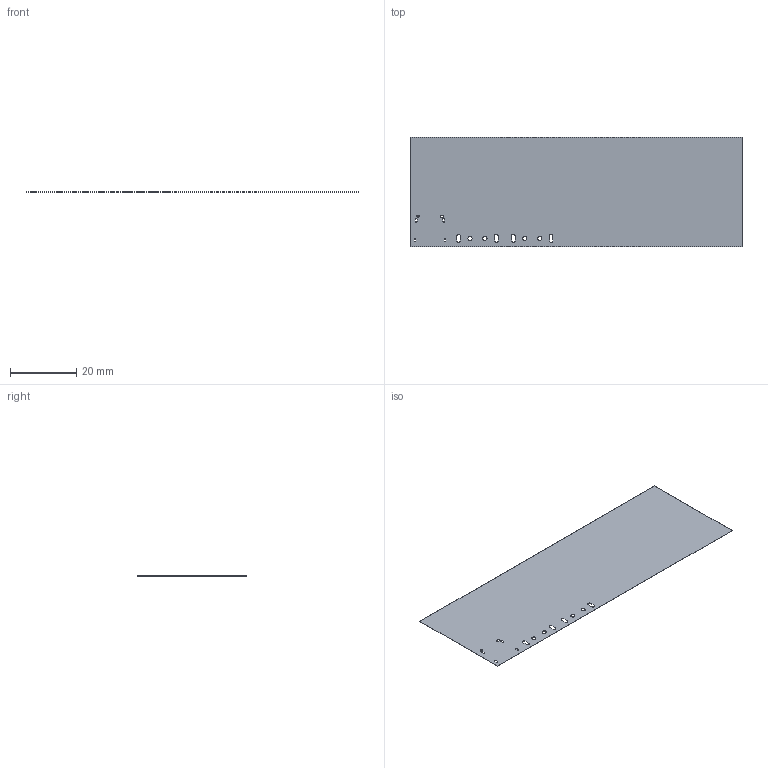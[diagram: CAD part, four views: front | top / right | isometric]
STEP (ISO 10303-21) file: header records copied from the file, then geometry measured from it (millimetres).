
FILE_DESCRIPTION(/* description */ (''),/* implementation_level */ '2;1');
FILE_NAME(/* name */ '16soldermask.stp',/* time_stamp */ '2025-09-12T00:22:22+02:00',/* author */ (''),/* organization */ (''),/* preprocessor_version */ 'ST-DEVELOPER v20.1',/* originating_system */ 'Autodesk Translation Framework v14.10.0.0',/* authorisation */ '');
FILE_SCHEMA (('AUTOMOTIVE_DESIGN { 1 0 10303 214 3 1 1 }'));
Length unit declared in the file: millimetre
Products named in the file (1): 16-soldermask
Bounding box: 100 x 33.01 x 0.05 mm (x, y, z)
Volume: 172.4 mm3; surface area: 6585 mm2
Topology: 1 solids, 1 shells, 661 faces, 1977 edges, 1318 vertices
Faces by surface type: plane 656, cylinder 5
Full cylindrical faces by diameter (mm): 0.65 x1, 1.25 x4
Entity records: 21870 total; most frequent: CARTESIAN_POINT 3957, ORIENTED_EDGE 3954, DIRECTION 3311, EDGE_CURVE 1977, LINE 1967, VECTOR 1967, VERTEX_POINT 1318, EDGE_LOOP 689
